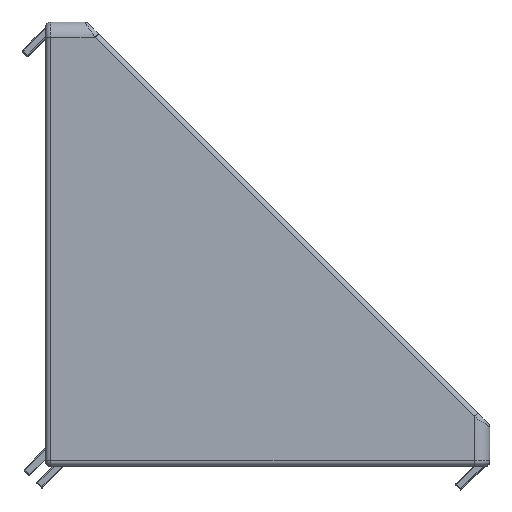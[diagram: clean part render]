
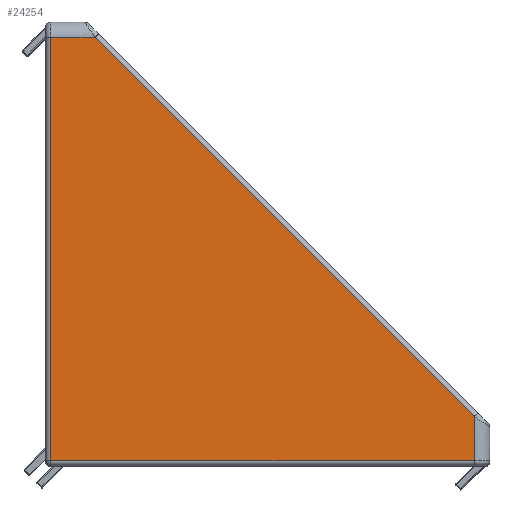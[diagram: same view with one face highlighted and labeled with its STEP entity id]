
A CAD part, top view. The second image highlights one B-rep face of the part: STEP entity #24254.
In plain terms, the highlighted planar face has unit normal (0, 0, 1).
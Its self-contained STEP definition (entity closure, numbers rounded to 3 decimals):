
#1078 = ORIENTED_EDGE ( 'NONE', *, *, #28006, .T. ) ;
#1195 = ORIENTED_EDGE ( 'NONE', *, *, #15102, .T. ) ;
#2121 = CARTESIAN_POINT ( 'NONE',  ( 83., 8., 87. ) ) ;
#2363 = VECTOR ( 'NONE', #9165, 1000. ) ;
#3059 = LINE ( 'NONE', #4632, #2363 ) ;
#3299 = CARTESIAN_POINT ( 'NONE',  ( 86., 0., 87. ) ) ;
#4350 = LINE ( 'NONE', #14296, #11029 ) ;
#4632 = CARTESIAN_POINT ( 'NONE',  ( 1., 1., 87. ) ) ;
#6629 = DIRECTION ( 'NONE',  ( 0., 1., 0. ) ) ;
#6717 = CARTESIAN_POINT ( 'NONE',  ( 1., 1., 87. ) ) ;
#7454 = VERTEX_POINT ( 'NONE', #9085 ) ;
#7505 = VERTEX_POINT ( 'NONE', #15863 ) ;
#7569 = ORIENTED_EDGE ( 'NONE', *, *, #10755, .T. ) ;
#7571 = CARTESIAN_POINT ( 'NONE',  ( 83., 1., 87. ) ) ;
#7851 = DIRECTION ( 'NONE',  ( 0., 0., 1. ) ) ;
#8102 = VECTOR ( 'NONE', #16499, 1000. ) ;
#9085 = CARTESIAN_POINT ( 'NONE',  ( 1., 83., 87. ) ) ;
#9165 = DIRECTION ( 'NONE',  ( 0., -1., 0. ) ) ;
#10755 = EDGE_CURVE ( 'NONE', #7505, #20685, #27804, .T. ) ;
#11029 = VECTOR ( 'NONE', #27402, 1000. ) ;
#11781 = FACE_OUTER_BOUND ( 'NONE', #20560, .T. ) ;
#12149 = CARTESIAN_POINT ( 'NONE',  ( 1., 83., 87. ) ) ;
#12304 = VERTEX_POINT ( 'NONE', #6717 ) ;
#14296 = CARTESIAN_POINT ( 'NONE',  ( 10.293, 82.293, 87. ) ) ;
#14475 = DIRECTION ( 'NONE',  ( -1., 0., 0. ) ) ;
#14489 = PLANE ( 'NONE',  #24125 ) ;
#14904 = CARTESIAN_POINT ( 'NONE',  ( 9.586, 83., 87. ) ) ;
#15102 = EDGE_CURVE ( 'NONE', #19697, #7454, #25530, .T. ) ;
#15863 = CARTESIAN_POINT ( 'NONE',  ( 83., 1., 87. ) ) ;
#16499 = DIRECTION ( 'NONE',  ( 1., 0., 0. ) ) ;
#17507 = CARTESIAN_POINT ( 'NONE',  ( 83., 9.586, 87. ) ) ;
#19038 = VECTOR ( 'NONE', #14475, 1000. ) ;
#19697 = VERTEX_POINT ( 'NONE', #14904 ) ;
#19823 = ORIENTED_EDGE ( 'NONE', *, *, #21583, .T. ) ;
#20560 = EDGE_LOOP ( 'NONE', ( #7569, #24772, #1195, #19823, #1078 ) ) ;
#20685 = VERTEX_POINT ( 'NONE', #17507 ) ;
#21315 = VECTOR ( 'NONE', #6629, 1000. ) ;
#21583 = EDGE_CURVE ( 'NONE', #7454, #12304, #3059, .T. ) ;
#23311 = DIRECTION ( 'NONE',  ( 1., 0., 0. ) ) ;
#24125 = AXIS2_PLACEMENT_3D ( 'NONE', #3299, #7851, #23311 ) ;
#24254 = ADVANCED_FACE ( 'NONE', ( #11781 ), #14489, .T. ) ;
#24772 = ORIENTED_EDGE ( 'NONE', *, *, #25718, .T. ) ;
#25530 = LINE ( 'NONE', #12149, #19038 ) ;
#25718 = EDGE_CURVE ( 'NONE', #20685, #19697, #4350, .T. ) ;
#26386 = LINE ( 'NONE', #7571, #8102 ) ;
#27402 = DIRECTION ( 'NONE',  ( -0.707, 0.707, 0. ) ) ;
#27804 = LINE ( 'NONE', #2121, #21315 ) ;
#28006 = EDGE_CURVE ( 'NONE', #12304, #7505, #26386, .T. ) ;
